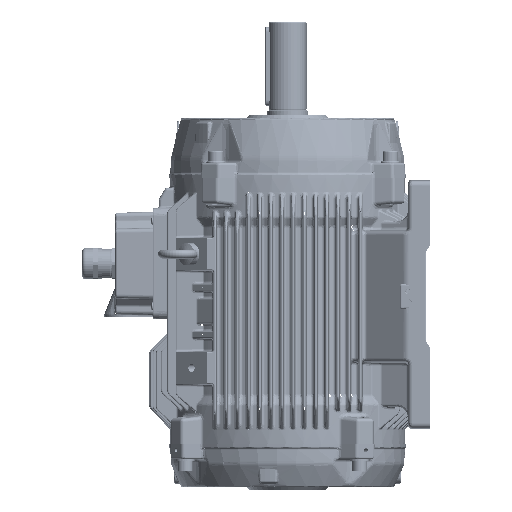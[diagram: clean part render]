
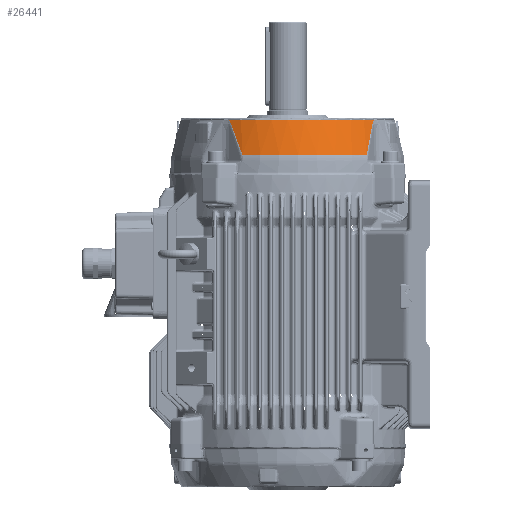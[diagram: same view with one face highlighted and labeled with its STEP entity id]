
A CAD part, left-side view. The second image highlights one B-rep face of the part: STEP entity #26441.
In plain terms, the highlighted conical face has half-angle 14.288 degrees and reference radius 183.554 mm.
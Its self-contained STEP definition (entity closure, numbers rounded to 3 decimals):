
#5260=CONICAL_SURFACE('',#121267,183.554,14.288);
#10753=FACE_OUTER_BOUND('',#42911,.T.);
#26441=ADVANCED_FACE('',(#10753),#5260,.T.);
#33832=CIRCLE('',#119103,169.414);
#34665=CIRCLE('',#120543,183.554);
#42911=EDGE_LOOP('',(#75396,#75397,#75398,#75399,#75400,#75401));
#48964=B_SPLINE_CURVE_WITH_KNOTS('',3,(#231150,#231151,#231152,#231153,
#231154,#231155),.UNSPECIFIED.,.F.,.F.,(4,2,4),(0.,0.5,1.),
 .UNSPECIFIED.);
#48966=B_SPLINE_CURVE_WITH_KNOTS('',3,(#231183,#231184,#231185,#231186,
#231187,#231188),.UNSPECIFIED.,.F.,.F.,(4,2,4),(0.,0.5,1.),
 .UNSPECIFIED.);
#48973=B_SPLINE_CURVE_WITH_KNOTS('',3,(#231474,#231475,#231476,#231477,
#231478,#231479),.UNSPECIFIED.,.F.,.F.,(4,2,4),(0.,0.5,1.),
 .UNSPECIFIED.);
#49119=B_SPLINE_CURVE_WITH_KNOTS('',3,(#237050,#237051,#237052,#237053,
#237054,#237055),.UNSPECIFIED.,.F.,.F.,(4,2,4),(0.,0.5,1.),
 .UNSPECIFIED.);
#75396=ORIENTED_EDGE('',*,*,#106020,.T.);
#75397=ORIENTED_EDGE('',*,*,#106017,.T.);
#75398=ORIENTED_EDGE('',*,*,#104122,.T.);
#75399=ORIENTED_EDGE('',*,*,#106033,.T.);
#75400=ORIENTED_EDGE('',*,*,#106574,.T.);
#75401=ORIENTED_EDGE('',*,*,#105939,.F.);
#89531=VERTEX_POINT('',#221122);
#89533=VERTEX_POINT('',#221125);
#90598=VERTEX_POINT('',#230562);
#90599=VERTEX_POINT('',#230564);
#90660=VERTEX_POINT('',#231156);
#90668=VERTEX_POINT('',#231472);
#104122=EDGE_CURVE('',#89533,#89531,#33832,.T.);
#105939=EDGE_CURVE('',#90598,#90599,#34665,.T.);
#106017=EDGE_CURVE('',#90660,#89533,#48964,.T.);
#106020=EDGE_CURVE('',#90598,#90660,#48966,.T.);
#106033=EDGE_CURVE('',#89531,#90668,#48973,.T.);
#106574=EDGE_CURVE('',#90668,#90599,#49119,.T.);
#119103=AXIS2_PLACEMENT_3D('',#221124,#141381,#141382);
#120543=AXIS2_PLACEMENT_3D('',#230563,#144515,#144516);
#121267=AXIS2_PLACEMENT_3D('',#238970,#146053,#146054);
#141381=DIRECTION('',(0.,0.,-1.));
#141382=DIRECTION('',(-1.,0.,0.));
#144515=DIRECTION('',(0.,0.,-1.));
#144516=DIRECTION('',(-1.,0.,0.));
#146053=DIRECTION('',(0.,0.,-1.));
#146054=DIRECTION('',(-1.,0.,0.));
#221122=CARTESIAN_POINT('',(-139.766,95.742,-14.26));
#221124=CARTESIAN_POINT('',(0.,0.,-14.26));
#221125=CARTESIAN_POINT('',(-98.591,-137.771,-14.26));
#230562=CARTESIAN_POINT('',(-134.309,-125.113,-69.784));
#230563=CARTESIAN_POINT('',(0.,0.,-69.784));
#230564=CARTESIAN_POINT('',(-169.,71.631,-69.784));
#231150=CARTESIAN_POINT('',(-106.579,-133.999,-21.334));
#231151=CARTESIAN_POINT('',(-105.491,-134.358,-19.778));
#231152=CARTESIAN_POINT('',(-104.329,-134.794,-18.312));
#231153=CARTESIAN_POINT('',(-101.679,-135.993,-15.76));
#231154=CARTESIAN_POINT('',(-100.183,-136.766,-14.688));
#231155=CARTESIAN_POINT('',(-98.591,-137.771,-14.26));
#231156=CARTESIAN_POINT('',(-106.579,-133.999,-21.334));
#231183=CARTESIAN_POINT('',(-134.309,-125.113,-69.784));
#231184=CARTESIAN_POINT('',(-130.194,-126.394,-61.39));
#231185=CARTESIAN_POINT('',(-125.891,-127.75,-53.094));
#231186=CARTESIAN_POINT('',(-116.737,-130.678,-36.872));
#231187=CARTESIAN_POINT('',(-111.894,-132.247,-28.942));
#231188=CARTESIAN_POINT('',(-106.579,-133.999,-21.334));
#231472=CARTESIAN_POINT('',(-145.981,89.466,-21.334));
#231474=CARTESIAN_POINT('',(-139.766,95.742,-14.26));
#231475=CARTESIAN_POINT('',(-140.925,94.244,-14.691));
#231476=CARTESIAN_POINT('',(-142.058,93.017,-15.76));
#231477=CARTESIAN_POINT('',(-144.13,90.99,-18.3));
#231478=CARTESIAN_POINT('',(-145.083,90.175,-19.778));
#231479=CARTESIAN_POINT('',(-145.981,89.466,-21.334));
#237050=CARTESIAN_POINT('',(-145.981,89.466,-21.334));
#237051=CARTESIAN_POINT('',(-150.374,86.003,-28.937));
#237052=CARTESIAN_POINT('',(-154.397,82.866,-36.884));
#237053=CARTESIAN_POINT('',(-161.999,76.983,-53.109));
#237054=CARTESIAN_POINT('',(-165.572,74.242,-61.392));
#237055=CARTESIAN_POINT('',(-169.,71.631,-69.784));
#238970=CARTESIAN_POINT('',(0.,0.,-69.784));
